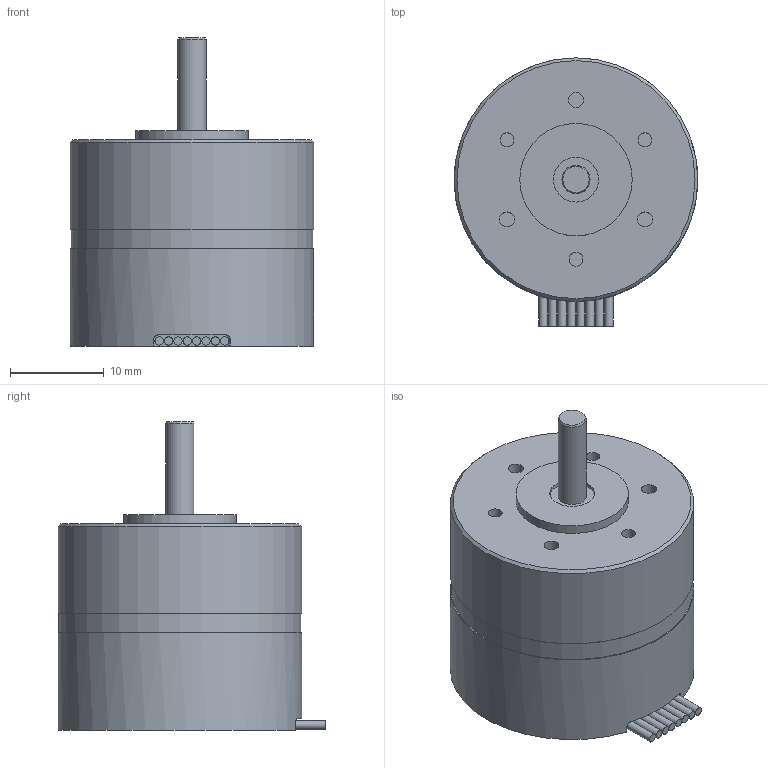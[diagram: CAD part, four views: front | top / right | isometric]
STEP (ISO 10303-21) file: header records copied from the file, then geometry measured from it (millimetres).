
FILE_DESCRIPTION(/* description */ (''),/* implementation_level */ '2;1');
FILE_NAME(/* name */ '2622S_B.stp',/* time_stamp */ '2017-07-31T10:37:54+02:00',/* author */ ('DR. FRITZ FAULHABER GmbH & Co. KG'),/* organization */ ('DR. FRITZ FAULHABER GmbH & Co. KG'),/* preprocessor_version */ 'ST-DEVELOPER v16',/* originating_system */ 'SIEMENS PLM Software NX 10.0',/* authorisation */ '');
FILE_SCHEMA (('AUTOMOTIVE_DESIGN { 1 0 10303 214 3 1 1 1 }'));
Length unit declared in the file: millimetre
Products named in the file (1): Alle_Motoren
Bounding box: 26 x 28.6 x 32.9 mm (x, y, z)
Volume: 11806.1 mm3; surface area: 3194.8 mm2
Topology: 1 solids, 1 shells, 65 faces, 154 edges, 102 vertices
Faces by surface type: plane 33, cylinder 30, cone 2
Full cylindrical faces by diameter (mm): 1.48 x3, 1.6 x3, 3 x1, 4.8 x1, 12 x1, 25.8 x1, 26 x2
Entity records: 1902 total; most frequent: CARTESIAN_POINT 392, DIRECTION 326, ORIENTED_EDGE 274, EDGE_CURVE 137, AXIS2_PLACEMENT_3D 127, VERTEX_POINT 99, EDGE_LOOP 90, LINE 72
